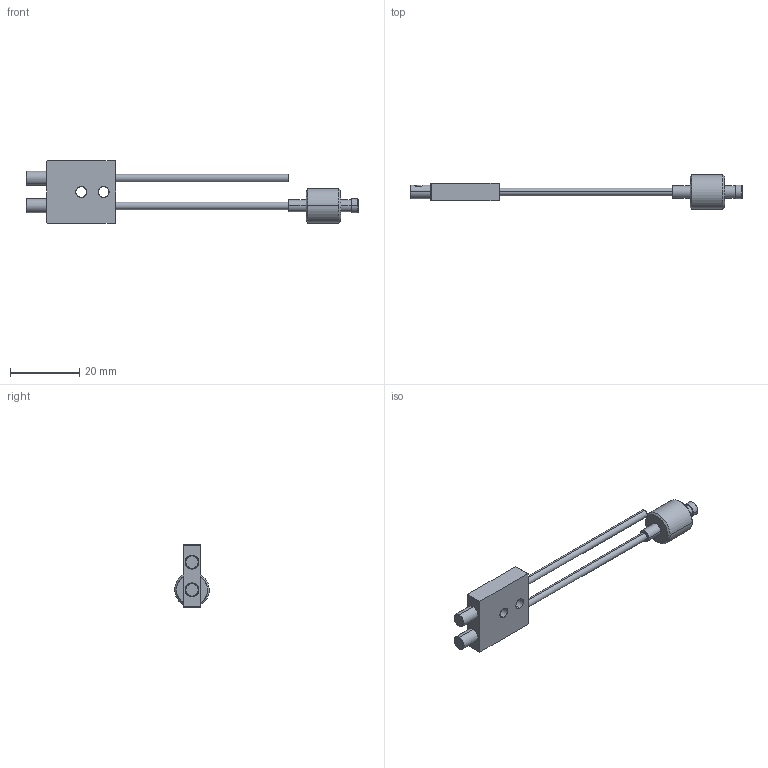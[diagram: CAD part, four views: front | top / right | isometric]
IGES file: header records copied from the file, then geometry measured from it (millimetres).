
Start section: SolidWorks IGES file using analytic representation for surfaces
Global section: file name: GPF-VD023-LF105-0.3(12.5).IGS; native system: SolidWorks 2015; preprocessor: SolidWorks 2015; author: TWLEE; date: 171117.165051; units: millimetre
Bounding box: 95.95 x 10 x 18 mm (x, y, z)
Surface area: 2649.8 mm2 (no closed solid volume)
Topology: 0 solids, 0 shells, 68 faces, 1172 edges, 1172 vertices
Faces by surface type: revolution 42, bspline 26
